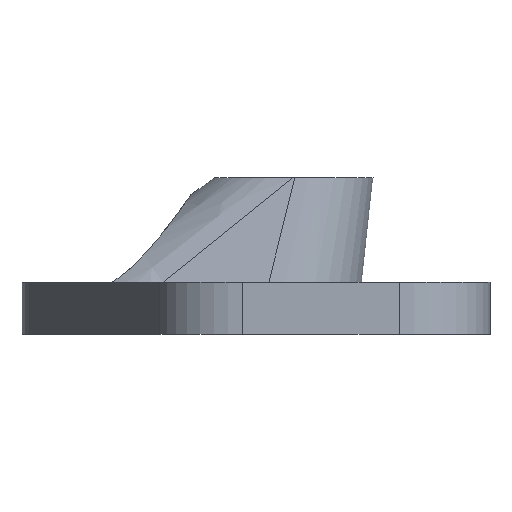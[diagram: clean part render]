
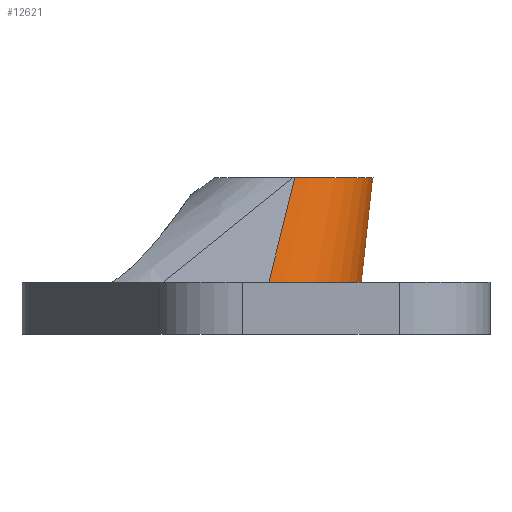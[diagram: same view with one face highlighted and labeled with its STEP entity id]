
A CAD part, left-side view. The second image highlights one B-rep face of the part: STEP entity #12621.
In plain terms, the highlighted free-form (B-spline) face has degree [10, 1] with [11, 2] control points.
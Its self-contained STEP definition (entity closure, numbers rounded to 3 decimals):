
#72 = PLANE('',#73);
#73 = AXIS2_PLACEMENT_3D('',#74,#75,#76);
#74 = CARTESIAN_POINT('',(0.,-60.705,32.));
#75 = DIRECTION('',(0.,0.,1.));
#76 = DIRECTION('',(1.,0.,0.));
#2069 = VERTEX_POINT('',#2070);
#2070 = CARTESIAN_POINT('',(-0.631,-64.518,32.));
#2092 = EDGE_CURVE('',#2093,#2069,#2095,.T.);
#2093 = VERTEX_POINT('',#2094);
#2094 = CARTESIAN_POINT('',(-3.574,-61.,32.));
#2095 = SURFACE_CURVE('',#2096,(#2101,#2108),.PCURVE_S1.);
#2096 = CIRCLE('',#2097,3.574);
#2097 = AXIS2_PLACEMENT_3D('',#2098,#2099,#2100);
#2098 = CARTESIAN_POINT('',(0.,-61.,32.));
#2099 = DIRECTION('',(0.,0.,1.));
#2100 = DIRECTION('',(1.,0.,0.));
#2101 = PCURVE('',#72,#2102);
#2102 = DEFINITIONAL_REPRESENTATION('',(#2103),#2107);
#2103 = CIRCLE('',#2104,3.574);
#2104 = AXIS2_PLACEMENT_2D('',#2105,#2106);
#2105 = CARTESIAN_POINT('',(0.,-0.295));
#2106 = DIRECTION('',(1.,0.));
#2107 = ( GEOMETRIC_REPRESENTATION_CONTEXT(2) 
PARAMETRIC_REPRESENTATION_CONTEXT() REPRESENTATION_CONTEXT('2D SPACE',''
  ) );
#2108 = PCURVE('',#2109,#2132);
#2109 = B_SPLINE_SURFACE_WITH_KNOTS('',10,1,(
    (#2110,#2111)
    ,(#2112,#2113)
    ,(#2114,#2115)
    ,(#2116,#2117)
    ,(#2118,#2119)
    ,(#2120,#2121)
    ,(#2122,#2123)
    ,(#2124,#2125)
    ,(#2126,#2127)
    ,(#2128,#2129)
    ,(#2130,#2131
    )),.UNSPECIFIED.,.F.,.F.,.F.,(11,11),(2,2),(3.142,
    6.283),(0.,1.),.PIECEWISE_BEZIER_KNOTS.);
#2110 = CARTESIAN_POINT('',(-3.574,-61.,32.));
#2111 = CARTESIAN_POINT('',(-3.,-62.,36.));
#2112 = CARTESIAN_POINT('',(-3.574,-62.123,
    32.));
#2113 = CARTESIAN_POINT('',(-3.,-62.942,36.));
#2114 = CARTESIAN_POINT('',(-3.182,-63.246,
    32.));
#2115 = CARTESIAN_POINT('',(-2.671,-63.885,
    36.));
#2116 = CARTESIAN_POINT('',(-2.398,-64.215,
    32.));
#2117 = CARTESIAN_POINT('',(-2.013,-64.698,
    36.));
#2118 = CARTESIAN_POINT('',(-1.292,-64.876,
    32.));
#2119 = CARTESIAN_POINT('',(-1.084,-65.253,
    36.));
#2120 = CARTESIAN_POINT('',(0.,-65.111,
    32.));
#2121 = CARTESIAN_POINT('',(0.,-65.451,
    36.));
#2122 = CARTESIAN_POINT('',(1.292,-64.876,
    32.));
#2123 = CARTESIAN_POINT('',(1.084,-65.253,
    36.));
#2124 = CARTESIAN_POINT('',(2.398,-64.215,
    32.));
#2125 = CARTESIAN_POINT('',(2.013,-64.698,
    36.));
#2126 = CARTESIAN_POINT('',(3.182,-63.246,
    32.));
#2127 = CARTESIAN_POINT('',(2.671,-63.885,
    36.));
#2128 = CARTESIAN_POINT('',(3.574,-62.123,
    32.));
#2129 = CARTESIAN_POINT('',(3.,-62.942,36.));
#2130 = CARTESIAN_POINT('',(3.574,-61.,32.));
#2131 = CARTESIAN_POINT('',(3.,-62.,36.));
#2132 = DEFINITIONAL_REPRESENTATION('',(#2133),#2137);
#2133 = LINE('',#2134,#2135);
#2134 = CARTESIAN_POINT('',(0.,0.));
#2135 = VECTOR('',#2136,1.);
#2136 = DIRECTION('',(1.,0.));
#2137 = ( GEOMETRIC_REPRESENTATION_CONTEXT(2) 
PARAMETRIC_REPRESENTATION_CONTEXT() REPRESENTATION_CONTEXT('2D SPACE',''
  ) );
#2155 = B_SPLINE_SURFACE_WITH_KNOTS('',1,1,(
    (#2156,#2157)
    ,(#2158,#2159
  )),.UNSPECIFIED.,.F.,.F.,.F.,(2,2),(2,2),(0.,4.062),(0.,1.),
  .PIECEWISE_BEZIER_KNOTS.);
#2156 = CARTESIAN_POINT('',(-3.574,-56.938,32.));
#2157 = CARTESIAN_POINT('',(-3.,-61.9,36.));
#2158 = CARTESIAN_POINT('',(-3.574,-61.,32.));
#2159 = CARTESIAN_POINT('',(-3.,-62.,36.));
#2292 = VERTEX_POINT('',#2293);
#2293 = CARTESIAN_POINT('',(3.574,-61.,32.));
#2307 = B_SPLINE_SURFACE_WITH_KNOTS('',1,1,(
    (#2308,#2309)
    ,(#2310,#2311
  )),.UNSPECIFIED.,.F.,.F.,.F.,(2,2),(2,2),(0.,4.062),(0.,1.),
  .PIECEWISE_BEZIER_KNOTS.);
#2308 = CARTESIAN_POINT('',(3.574,-61.,32.));
#2309 = CARTESIAN_POINT('',(3.,-62.,36.));
#2310 = CARTESIAN_POINT('',(3.574,-56.938,32.));
#2311 = CARTESIAN_POINT('',(3.,-61.9,36.));
#2319 = EDGE_CURVE('',#2320,#2292,#2322,.T.);
#2320 = VERTEX_POINT('',#2321);
#2321 = CARTESIAN_POINT('',(0.631,-64.518,32.));
#2322 = SURFACE_CURVE('',#2323,(#2328,#2335),.PCURVE_S1.);
#2323 = CIRCLE('',#2324,3.574);
#2324 = AXIS2_PLACEMENT_3D('',#2325,#2326,#2327);
#2325 = CARTESIAN_POINT('',(0.,-61.,32.));
#2326 = DIRECTION('',(0.,0.,1.));
#2327 = DIRECTION('',(1.,0.,0.));
#2328 = PCURVE('',#72,#2329);
#2329 = DEFINITIONAL_REPRESENTATION('',(#2330),#2334);
#2330 = CIRCLE('',#2331,3.574);
#2331 = AXIS2_PLACEMENT_2D('',#2332,#2333);
#2332 = CARTESIAN_POINT('',(0.,-0.295));
#2333 = DIRECTION('',(1.,0.));
#2334 = ( GEOMETRIC_REPRESENTATION_CONTEXT(2) 
PARAMETRIC_REPRESENTATION_CONTEXT() REPRESENTATION_CONTEXT('2D SPACE',''
  ) );
#2335 = PCURVE('',#2109,#2336);
#2336 = DEFINITIONAL_REPRESENTATION('',(#2337),#2341);
#2337 = LINE('',#2338,#2339);
#2338 = CARTESIAN_POINT('',(0.,0.));
#2339 = VECTOR('',#2340,1.);
#2340 = DIRECTION('',(1.,0.));
#2341 = ( GEOMETRIC_REPRESENTATION_CONTEXT(2) 
PARAMETRIC_REPRESENTATION_CONTEXT() REPRESENTATION_CONTEXT('2D SPACE',''
  ) );
#2788 = PLANE('',#2789);
#2789 = AXIS2_PLACEMENT_3D('',#2790,#2791,#2792);
#2790 = CARTESIAN_POINT('',(0.,-58.969,32.));
#2791 = DIRECTION('',(0.,0.,1.));
#2792 = DIRECTION('',(1.,0.,0.));
#12621 = ADVANCED_FACE('',(#12622),#2109,.T.);
#12622 = FACE_BOUND('',#12623,.T.);
#12623 = EDGE_LOOP('',(#12624,#12625,#12647,#12648,#12670,#12699));
#12624 = ORIENTED_EDGE('',*,*,#2092,.T.);
#12625 = ORIENTED_EDGE('',*,*,#12626,.T.);
#12626 = EDGE_CURVE('',#2069,#2320,#12627,.T.);
#12627 = SURFACE_CURVE('',#12628,(#12633,#12640),.PCURVE_S1.);
#12628 = CIRCLE('',#12629,3.574);
#12629 = AXIS2_PLACEMENT_3D('',#12630,#12631,#12632);
#12630 = CARTESIAN_POINT('',(0.,-61.,32.));
#12631 = DIRECTION('',(0.,0.,1.));
#12632 = DIRECTION('',(1.,0.,0.));
#12633 = PCURVE('',#2109,#12634);
#12634 = DEFINITIONAL_REPRESENTATION('',(#12635),#12639);
#12635 = LINE('',#12636,#12637);
#12636 = CARTESIAN_POINT('',(0.,0.));
#12637 = VECTOR('',#12638,1.);
#12638 = DIRECTION('',(1.,0.));
#12639 = ( GEOMETRIC_REPRESENTATION_CONTEXT(2) 
PARAMETRIC_REPRESENTATION_CONTEXT() REPRESENTATION_CONTEXT('2D SPACE',''
  ) );
#12640 = PCURVE('',#2788,#12641);
#12641 = DEFINITIONAL_REPRESENTATION('',(#12642),#12646);
#12642 = CIRCLE('',#12643,3.574);
#12643 = AXIS2_PLACEMENT_2D('',#12644,#12645);
#12644 = CARTESIAN_POINT('',(0.,-2.031));
#12645 = DIRECTION('',(1.,0.));
#12646 = ( GEOMETRIC_REPRESENTATION_CONTEXT(2) 
PARAMETRIC_REPRESENTATION_CONTEXT() REPRESENTATION_CONTEXT('2D SPACE',''
  ) );
#12647 = ORIENTED_EDGE('',*,*,#2319,.T.);
#12648 = ORIENTED_EDGE('',*,*,#12649,.T.);
#12649 = EDGE_CURVE('',#2292,#12650,#12652,.T.);
#12650 = VERTEX_POINT('',#12651);
#12651 = CARTESIAN_POINT('',(3.,-62.,36.));
#12652 = SURFACE_CURVE('',#12653,(#12656,#12663),.PCURVE_S1.);
#12653 = B_SPLINE_CURVE_WITH_KNOTS('',1,(#12654,#12655),.UNSPECIFIED.,
  .F.,.F.,(2,2),(0.,1.),.PIECEWISE_BEZIER_KNOTS.);
#12654 = CARTESIAN_POINT('',(3.574,-61.,32.));
#12655 = CARTESIAN_POINT('',(3.,-62.,36.));
#12656 = PCURVE('',#2109,#12657);
#12657 = DEFINITIONAL_REPRESENTATION('',(#12658),#12662);
#12658 = LINE('',#12659,#12660);
#12659 = CARTESIAN_POINT('',(6.283,0.));
#12660 = VECTOR('',#12661,1.);
#12661 = DIRECTION('',(0.,1.));
#12662 = ( GEOMETRIC_REPRESENTATION_CONTEXT(2) 
PARAMETRIC_REPRESENTATION_CONTEXT() REPRESENTATION_CONTEXT('2D SPACE',''
  ) );
#12663 = PCURVE('',#2307,#12664);
#12664 = DEFINITIONAL_REPRESENTATION('',(#12665),#12669);
#12665 = LINE('',#12666,#12667);
#12666 = CARTESIAN_POINT('',(0.,0.));
#12667 = VECTOR('',#12668,1.);
#12668 = DIRECTION('',(0.,1.));
#12669 = ( GEOMETRIC_REPRESENTATION_CONTEXT(2) 
PARAMETRIC_REPRESENTATION_CONTEXT() REPRESENTATION_CONTEXT('2D SPACE',''
  ) );
#12670 = ORIENTED_EDGE('',*,*,#12671,.F.);
#12671 = EDGE_CURVE('',#12672,#12650,#12674,.T.);
#12672 = VERTEX_POINT('',#12673);
#12673 = CARTESIAN_POINT('',(-3.,-62.,36.));
#12674 = SURFACE_CURVE('',#12675,(#12680,#12687),.PCURVE_S1.);
#12675 = CIRCLE('',#12676,3.);
#12676 = AXIS2_PLACEMENT_3D('',#12677,#12678,#12679);
#12677 = CARTESIAN_POINT('',(0.,-62.,36.));
#12678 = DIRECTION('',(0.,0.,1.));
#12679 = DIRECTION('',(1.,0.,0.));
#12680 = PCURVE('',#2109,#12681);
#12681 = DEFINITIONAL_REPRESENTATION('',(#12682),#12686);
#12682 = LINE('',#12683,#12684);
#12683 = CARTESIAN_POINT('',(0.,1.));
#12684 = VECTOR('',#12685,1.);
#12685 = DIRECTION('',(1.,0.));
#12686 = ( GEOMETRIC_REPRESENTATION_CONTEXT(2) 
PARAMETRIC_REPRESENTATION_CONTEXT() REPRESENTATION_CONTEXT('2D SPACE',''
  ) );
#12687 = PCURVE('',#12688,#12693);
#12688 = PLANE('',#12689);
#12689 = AXIS2_PLACEMENT_3D('',#12690,#12691,#12692);
#12690 = CARTESIAN_POINT('',(0.,-61.95,36.));
#12691 = DIRECTION('',(0.,0.,1.));
#12692 = DIRECTION('',(0.,1.,0.));
#12693 = DEFINITIONAL_REPRESENTATION('',(#12694),#12698);
#12694 = CIRCLE('',#12695,3.);
#12695 = AXIS2_PLACEMENT_2D('',#12696,#12697);
#12696 = CARTESIAN_POINT('',(-0.05,0.));
#12697 = DIRECTION('',(0.,-1.));
#12698 = ( GEOMETRIC_REPRESENTATION_CONTEXT(2) 
PARAMETRIC_REPRESENTATION_CONTEXT() REPRESENTATION_CONTEXT('2D SPACE',''
  ) );
#12699 = ORIENTED_EDGE('',*,*,#12700,.F.);
#12700 = EDGE_CURVE('',#2093,#12672,#12701,.T.);
#12701 = SURFACE_CURVE('',#12702,(#12705,#12712),.PCURVE_S1.);
#12702 = B_SPLINE_CURVE_WITH_KNOTS('',1,(#12703,#12704),.UNSPECIFIED.,
  .F.,.F.,(2,2),(0.,1.),.PIECEWISE_BEZIER_KNOTS.);
#12703 = CARTESIAN_POINT('',(-3.574,-61.,32.));
#12704 = CARTESIAN_POINT('',(-3.,-62.,36.));
#12705 = PCURVE('',#2109,#12706);
#12706 = DEFINITIONAL_REPRESENTATION('',(#12707),#12711);
#12707 = LINE('',#12708,#12709);
#12708 = CARTESIAN_POINT('',(3.142,0.));
#12709 = VECTOR('',#12710,1.);
#12710 = DIRECTION('',(0.,1.));
#12711 = ( GEOMETRIC_REPRESENTATION_CONTEXT(2) 
PARAMETRIC_REPRESENTATION_CONTEXT() REPRESENTATION_CONTEXT('2D SPACE',''
  ) );
#12712 = PCURVE('',#2155,#12713);
#12713 = DEFINITIONAL_REPRESENTATION('',(#12714),#12718);
#12714 = LINE('',#12715,#12716);
#12715 = CARTESIAN_POINT('',(4.062,0.));
#12716 = VECTOR('',#12717,1.);
#12717 = DIRECTION('',(0.,1.));
#12718 = ( GEOMETRIC_REPRESENTATION_CONTEXT(2) 
PARAMETRIC_REPRESENTATION_CONTEXT() REPRESENTATION_CONTEXT('2D SPACE',''
  ) );
